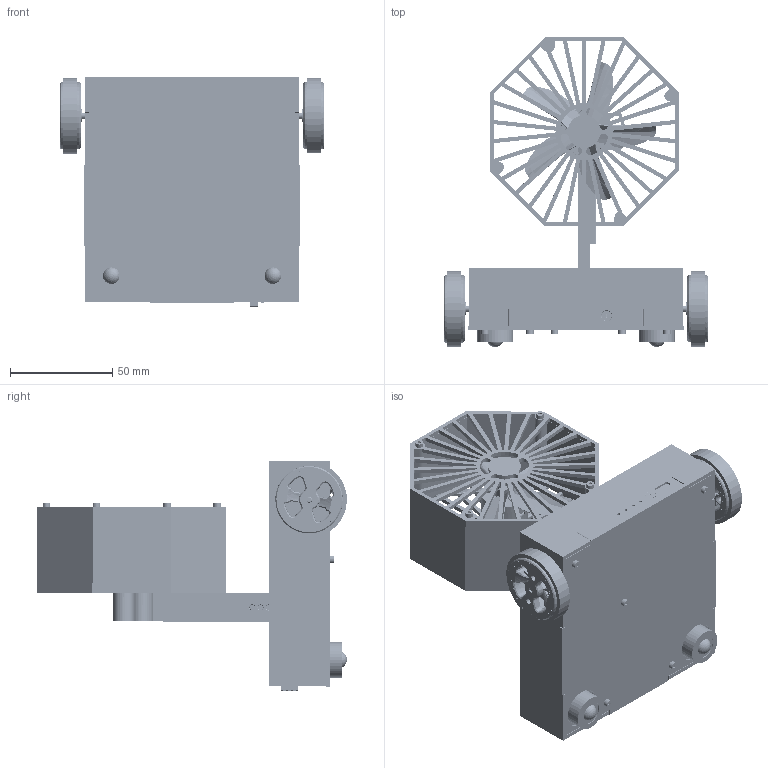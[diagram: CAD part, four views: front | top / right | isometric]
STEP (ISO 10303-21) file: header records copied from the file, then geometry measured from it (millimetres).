
FILE_DESCRIPTION((''),'2;1');
FILE_NAME('00-ALL-FENGSHAN_ASM','2024-05-20T10:29:52',('Admin'),(''),'CREO PARAMETRIC BY PTC INC, 2020053','CREO PARAMETRIC BY PTC INC, 2020053','');
FILE_SCHEMA(('CONFIG_CONTROL_DESIGN'));
Products named in the file (41): 00-XIAKE; DIKE; 2S450MAH75C000_7; 0009_6; 00-YUNDONG_AF0_ASM; 00-YUNDONG_AF1_ASM; 20230110-0001_8; M337MM00_8; LUNZI_ASM; 00-DUOJI; DUOJIBI; DUOJI_ASM; HY2_0-3PIN00_2; XHB2_54-3PIN00_2; ZH1_5-3PIN00_1; SH1_25-4PIN00_1; 0005_8; SH1_25-3PIN00_1; 00-ZHUKONG_ASM; WANXIANGLUN; WANXIANGLUN_ASM; M2-5X18; 00-XIAKE_ASM; M2X8; FANGTUOTAO; 00_27; 00-JISHEN_ASM; ZHIJIA; 00-QIANZHAO; TOU-2; EM40D_18061900KV_20001; 00-SHANYE_ASM; SHANYE; SHANYEZHUANJIE; GB70_3-M3X6-12_9_3; M2X12-; CM2X8; 00-SHANGBU_ASM; GB5282-1985-CST2980001; M3X6 ...
Assembly tree (76 placements, depth 5):
  00-ALL-FENGSHAN_ASM
    00-JISHEN_ASM
      00-XIAKE_ASM
        00-XIAKE
        DIKE
        2S450MAH75C000_7
        00-YUNDONG_AF0_ASM
          0009_6
        00-YUNDONG_AF1_ASM
          0009_6
        LUNZI_ASM  x2
          20230110-0001_8
          M337MM00_8
        DUOJI_ASM
          00-DUOJI
          DUOJIBI
        00-ZHUKONG_ASM
          HY2_0-3PIN00_2
          XHB2_54-3PIN00_2
          ZH1_5-3PIN00_1  x4
          SH1_25-4PIN00_1
          0005_8
          SH1_25-3PIN00_1
        WANXIANGLUN_ASM
          WANXIANGLUN
        M2-5X18
      M2X8  x5
      WANXIANGLUN
      M2-5X18  x7
      FANGTUOTAO  x2
      00_27
    00-SHANGBU_ASM
      ZHIJIA
      00-QIANZHAO
      TOU-2
      00-SHANYE_ASM
        EM40D_18061900KV_20001
      SHANYE
      SHANYEZHUANJIE
      GB70_3-M3X6-12_9_3  x2
      M2X8  x4
      M2X12-  x6
      CM2X8  x4
    GB5282-1985-CST2980001  x6
    M3X6
Bounding box: 129.1 x 151.43 x 112.2 mm (x, y, z)
Volume: 238981.4 mm3; surface area: 198351.9 mm2
Topology: 67 solids, 78 shells, 8508 faces, 23320 edges, 15366 vertices
Faces by surface type: plane 5011, cylinder 1819, extrusion 662, cone 504, bspline 254, torus 188, sphere 70
Entity records: 216933 total; most frequent: CARTESIAN_POINT 80303, ORIENTED_EDGE 29566, DIRECTION 25900, EDGE_CURVE 14783, VECTOR 10344, LINE 9926, VERTEX_POINT 9834, AXIS2_PLACEMENT_3D 7778
